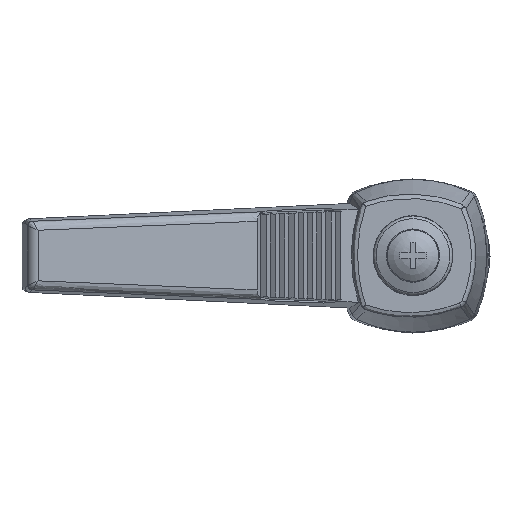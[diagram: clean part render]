
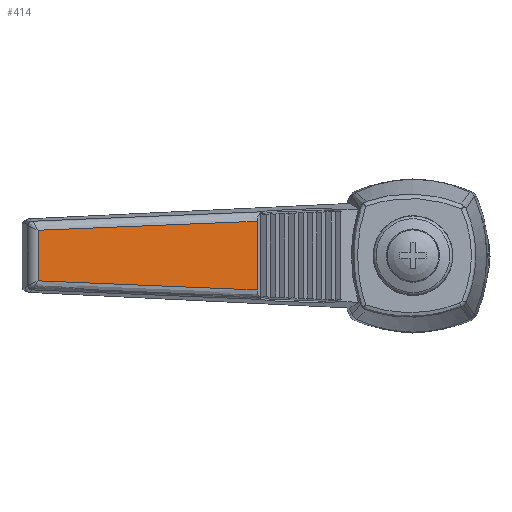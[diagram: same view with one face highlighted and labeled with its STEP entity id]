
A CAD part, top view. The second image highlights one B-rep face of the part: STEP entity #414.
In plain terms, the highlighted planar face has unit normal (0.161, 0, 0.987).
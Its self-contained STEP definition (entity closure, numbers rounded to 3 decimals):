
#414 = ADVANCED_FACE( '', ( #888 ), #889, .T. );
#888 = FACE_OUTER_BOUND( '', #2907, .T. );
#889 = PLANE( '', #2908 );
#2907 = EDGE_LOOP( '', ( #4629, #4630, #4631, #4632 ) );
#2908 = AXIS2_PLACEMENT_3D( '', #4633, #4634, #4635 );
#4629 = ORIENTED_EDGE( '', *, *, #5088, .T. );
#4630 = ORIENTED_EDGE( '', *, *, #5081, .T. );
#4631 = ORIENTED_EDGE( '', *, *, #4993, .T. );
#4632 = ORIENTED_EDGE( '', *, *, #5331, .T. );
#4633 = CARTESIAN_POINT( '', ( -3.654, 5.09, 18.725 ) );
#4634 = DIRECTION( '', ( 0.161, 0., 0.987 ) );
#4635 = DIRECTION( '', ( 0.987, 0., -0.161 ) );
#4993 = EDGE_CURVE( '', #5513, #5559, #5560, .F. );
#5081 = EDGE_CURVE( '', #5702, #5513, #5703, .T. );
#5088 = EDGE_CURVE( '', #5713, #5702, #5714, .T. );
#5331 = EDGE_CURVE( '', #5559, #5713, #6049, .T. );
#5513 = VERTEX_POINT( '', #6647 );
#5559 = VERTEX_POINT( '', #6818 );
#5560 = LINE( '', #6819, #6820 );
#5702 = VERTEX_POINT( '', #7142 );
#5703 = B_SPLINE_CURVE_WITH_KNOTS( '', 3, ( #7143, #7144, #7145, #7146, #7147, #7148 ), .UNSPECIFIED., .F., .F., ( 4, 2, 4 ), ( 0., 0.012, 0.024 ), .UNSPECIFIED. );
#5713 = VERTEX_POINT( '', #7193 );
#5714 = LINE( '', #7194, #7195 );
#6049 = B_SPLINE_CURVE_WITH_KNOTS( '', 3, ( #8261, #8262, #8263, #8264, #8265, #8266 ), .UNSPECIFIED., .F., .F., ( 4, 2, 4 ), ( 0., 0.012, 0.024 ), .UNSPECIFIED. );
#6647 = CARTESIAN_POINT( '', ( -40.163, 2.712, 24.693 ) );
#6818 = CARTESIAN_POINT( '', ( -40.163, -2.712, 24.693 ) );
#6819 = CARTESIAN_POINT( '', ( -40.163, -3.527, 24.693 ) );
#6820 = VECTOR( '', #8472, 1000. );
#7142 = CARTESIAN_POINT( '', ( -16.706, 3.678, 20.859 ) );
#7143 = CARTESIAN_POINT( '', ( -16.706, 3.678, 20.859 ) );
#7144 = CARTESIAN_POINT( '', ( -20.616, 3.516, 21.498 ) );
#7145 = CARTESIAN_POINT( '', ( -24.525, 3.355, 22.137 ) );
#7146 = CARTESIAN_POINT( '', ( -32.344, 3.033, 23.415 ) );
#7147 = CARTESIAN_POINT( '', ( -36.254, 2.872, 24.054 ) );
#7148 = CARTESIAN_POINT( '', ( -40.163, 2.712, 24.693 ) );
#7193 = CARTESIAN_POINT( '', ( -16.706, -3.678, 20.859 ) );
#7194 = CARTESIAN_POINT( '', ( -16.706, 5.09, 20.859 ) );
#7195 = VECTOR( '', #8576, 1000. );
#8261 = CARTESIAN_POINT( '', ( -40.163, -2.712, 24.693 ) );
#8262 = CARTESIAN_POINT( '', ( -36.254, -2.872, 24.054 ) );
#8263 = CARTESIAN_POINT( '', ( -32.344, -3.033, 23.415 ) );
#8264 = CARTESIAN_POINT( '', ( -24.525, -3.355, 22.137 ) );
#8265 = CARTESIAN_POINT( '', ( -20.616, -3.516, 21.498 ) );
#8266 = CARTESIAN_POINT( '', ( -16.706, -3.678, 20.859 ) );
#8472 = DIRECTION( '', ( 0., 1., 0. ) );
#8576 = DIRECTION( '', ( 0., 1., 0. ) );
